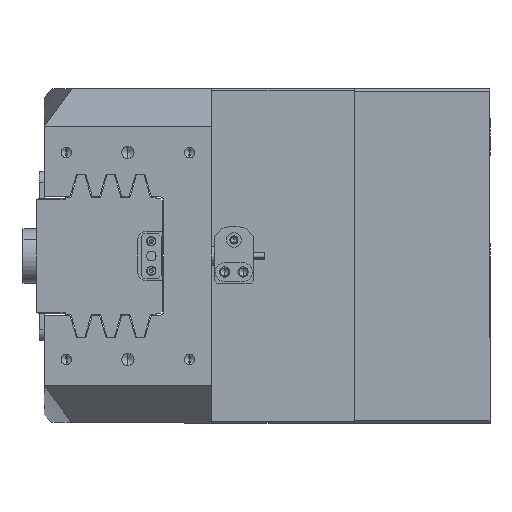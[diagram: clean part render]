
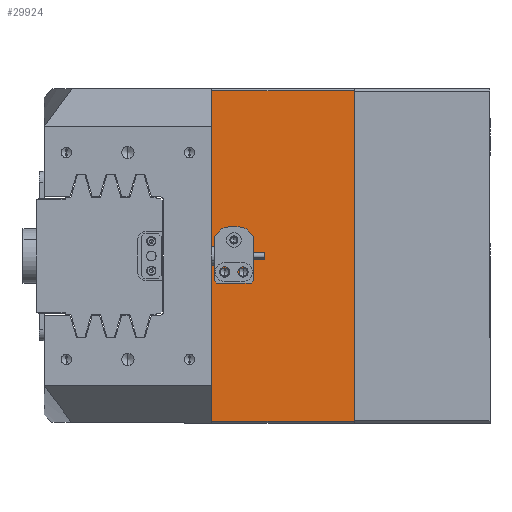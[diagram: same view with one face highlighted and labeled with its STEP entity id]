
A CAD part, left-side view. The second image highlights one B-rep face of the part: STEP entity #29924.
In plain terms, the highlighted planar face has unit normal (-1, 0, 0).
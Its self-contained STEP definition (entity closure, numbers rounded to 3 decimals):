
#134 = CARTESIAN_POINT ( 'NONE',  ( -109., -28.5, 6.5 ) ) ;
#686 = ORIENTED_EDGE ( 'NONE', *, *, #18564, .F. ) ;
#1361 = VERTEX_POINT ( 'NONE', #35970 ) ;
#2343 = VECTOR ( 'NONE', #3482, 1000. ) ;
#2493 = CIRCLE ( 'NONE', #6986, 1.65 ) ;
#2619 = VERTEX_POINT ( 'NONE', #11737 ) ;
#2675 = DIRECTION ( 'NONE',  ( 0., 0., 1. ) ) ;
#3482 = DIRECTION ( 'NONE',  ( 0., -1., 0. ) ) ;
#4330 = LINE ( 'NONE', #37084, #38734 ) ;
#5586 = AXIS2_PLACEMENT_3D ( 'NONE', #23736, #36583, #14525 ) ;
#5945 = DIRECTION ( 'NONE',  ( -1., 0., 0. ) ) ;
#6986 = AXIS2_PLACEMENT_3D ( 'NONE', #9170, #8884, #15274 ) ;
#7093 = DIRECTION ( 'NONE',  ( 0., 1., 0. ) ) ;
#7817 = CIRCLE ( 'NONE', #13995, 1.65 ) ;
#8884 = DIRECTION ( 'NONE',  ( -1., 0., 0. ) ) ;
#8930 = ORIENTED_EDGE ( 'NONE', *, *, #34499, .F. ) ;
#9138 = FACE_BOUND ( 'NONE', #35359, .T. ) ;
#9152 = DIRECTION ( 'NONE',  ( 0., 0., 1. ) ) ;
#9170 = CARTESIAN_POINT ( 'NONE',  ( -109., -32.25, -6.5 ) ) ;
#9227 = CARTESIAN_POINT ( 'NONE',  ( -109., -19.5, 67. ) ) ;
#9552 = CIRCLE ( 'NONE', #5586, 1.65 ) ;
#11737 = CARTESIAN_POINT ( 'NONE',  ( -109., -24.75, -4.85 ) ) ;
#11891 = VERTEX_POINT ( 'NONE', #30097 ) ;
#12206 = EDGE_CURVE ( 'NONE', #30644, #31664, #14162, .T. ) ;
#12385 = DIRECTION ( 'NONE',  ( 0., 0., 1. ) ) ;
#12940 = EDGE_CURVE ( 'NONE', #36579, #16008, #28082, .T. ) ;
#12941 = DIRECTION ( 'NONE',  ( -1., 0., 0. ) ) ;
#12947 = CARTESIAN_POINT ( 'NONE',  ( -109., -77.5, -67. ) ) ;
#13291 = DIRECTION ( 'NONE',  ( 1., 0., 0. ) ) ;
#13437 = CARTESIAN_POINT ( 'NONE',  ( -109., -77.5, 68. ) ) ;
#13784 = CARTESIAN_POINT ( 'NONE',  ( -109., -28.5, 5.25 ) ) ;
#13847 = ORIENTED_EDGE ( 'NONE', *, *, #12940, .T. ) ;
#13995 = AXIS2_PLACEMENT_3D ( 'NONE', #34999, #15461, #24808 ) ;
#14137 = EDGE_CURVE ( 'NONE', #31956, #11891, #24520, .T. ) ;
#14162 = CIRCLE ( 'NONE', #24355, 1.25 ) ;
#14525 = DIRECTION ( 'NONE',  ( 0., 0., 1. ) ) ;
#15274 = DIRECTION ( 'NONE',  ( 0., 0., 1. ) ) ;
#15461 = DIRECTION ( 'NONE',  ( -1., 0., 0. ) ) ;
#16008 = VERTEX_POINT ( 'NONE', #21489 ) ;
#16289 = CARTESIAN_POINT ( 'NONE',  ( -109., -77.5, 67. ) ) ;
#16649 = DIRECTION ( 'NONE',  ( 0., 0., -1. ) ) ;
#18177 = EDGE_LOOP ( 'NONE', ( #37431, #686 ) ) ;
#18199 = ORIENTED_EDGE ( 'NONE', *, *, #18440, .F. ) ;
#18440 = EDGE_CURVE ( 'NONE', #1361, #35643, #4330, .T. ) ;
#18564 = EDGE_CURVE ( 'NONE', #28878, #2619, #7817, .T. ) ;
#18658 = AXIS2_PLACEMENT_3D ( 'NONE', #25030, #5945, #9152 ) ;
#21489 = CARTESIAN_POINT ( 'NONE',  ( -109., -19.5, -67. ) ) ;
#21599 = ORIENTED_EDGE ( 'NONE', *, *, #22775, .T. ) ;
#22093 = FACE_OUTER_BOUND ( 'NONE', #30123, .T. ) ;
#22775 = EDGE_CURVE ( 'NONE', #16008, #35643, #26232, .T. ) ;
#23097 = CIRCLE ( 'NONE', #18658, 1.25 ) ;
#23736 = CARTESIAN_POINT ( 'NONE',  ( -109., -24.75, -6.5 ) ) ;
#23908 = AXIS2_PLACEMENT_3D ( 'NONE', #13437, #13291, #16649 ) ;
#24355 = AXIS2_PLACEMENT_3D ( 'NONE', #134, #12941, #12385 ) ;
#24520 = CIRCLE ( 'NONE', #37984, 1.65 ) ;
#24808 = DIRECTION ( 'NONE',  ( 0., 0., 1. ) ) ;
#25030 = CARTESIAN_POINT ( 'NONE',  ( -109., -28.5, 6.5 ) ) ;
#25211 = CARTESIAN_POINT ( 'NONE',  ( -109., -32.25, -6.5 ) ) ;
#25588 = EDGE_LOOP ( 'NONE', ( #32940, #33682 ) ) ;
#25693 = VECTOR ( 'NONE', #7093, 1000. ) ;
#26232 = LINE ( 'NONE', #12947, #2343 ) ;
#26260 = CARTESIAN_POINT ( 'NONE',  ( -109., -19.5, 68. ) ) ;
#26405 = EDGE_CURVE ( 'NONE', #1361, #36579, #30688, .T. ) ;
#27273 = ORIENTED_EDGE ( 'NONE', *, *, #12206, .F. ) ;
#27559 = FACE_BOUND ( 'NONE', #18177, .T. ) ;
#28082 = LINE ( 'NONE', #26260, #37577 ) ;
#28878 = VERTEX_POINT ( 'NONE', #32655 ) ;
#29924 = ADVANCED_FACE ( 'NONE', ( #9138, #27559, #37040, #22093 ), #38806, .F. ) ;
#30097 = CARTESIAN_POINT ( 'NONE',  ( -109., -32.25, -4.85 ) ) ;
#30123 = EDGE_LOOP ( 'NONE', ( #13847, #21599, #18199, #31089 ) ) ;
#30644 = VERTEX_POINT ( 'NONE', #35658 ) ;
#30688 = LINE ( 'NONE', #16289, #25693 ) ;
#31089 = ORIENTED_EDGE ( 'NONE', *, *, #26405, .T. ) ;
#31107 = DIRECTION ( 'NONE',  ( 0., 0., -1. ) ) ;
#31664 = VERTEX_POINT ( 'NONE', #13784 ) ;
#31781 = DIRECTION ( 'NONE',  ( -1., 0., 0. ) ) ;
#31956 = VERTEX_POINT ( 'NONE', #37632 ) ;
#32655 = CARTESIAN_POINT ( 'NONE',  ( -109., -24.75, -8.15 ) ) ;
#32940 = ORIENTED_EDGE ( 'NONE', *, *, #38088, .F. ) ;
#33682 = ORIENTED_EDGE ( 'NONE', *, *, #14137, .F. ) ;
#34499 = EDGE_CURVE ( 'NONE', #31664, #30644, #23097, .T. ) ;
#34999 = CARTESIAN_POINT ( 'NONE',  ( -109., -24.75, -6.5 ) ) ;
#35359 = EDGE_LOOP ( 'NONE', ( #27273, #8930 ) ) ;
#35643 = VERTEX_POINT ( 'NONE', #38562 ) ;
#35658 = CARTESIAN_POINT ( 'NONE',  ( -109., -28.5, 7.75 ) ) ;
#35855 = EDGE_CURVE ( 'NONE', #2619, #28878, #9552, .T. ) ;
#35970 = CARTESIAN_POINT ( 'NONE',  ( -109., -77.5, 67. ) ) ;
#36579 = VERTEX_POINT ( 'NONE', #9227 ) ;
#36583 = DIRECTION ( 'NONE',  ( -1., 0., 0. ) ) ;
#37040 = FACE_BOUND ( 'NONE', #25588, .T. ) ;
#37084 = CARTESIAN_POINT ( 'NONE',  ( -109., -77.5, 68. ) ) ;
#37431 = ORIENTED_EDGE ( 'NONE', *, *, #35855, .F. ) ;
#37577 = VECTOR ( 'NONE', #38807, 1000. ) ;
#37632 = CARTESIAN_POINT ( 'NONE',  ( -109., -32.25, -8.15 ) ) ;
#37984 = AXIS2_PLACEMENT_3D ( 'NONE', #25211, #31781, #2675 ) ;
#38088 = EDGE_CURVE ( 'NONE', #11891, #31956, #2493, .T. ) ;
#38562 = CARTESIAN_POINT ( 'NONE',  ( -109., -77.5, -67. ) ) ;
#38734 = VECTOR ( 'NONE', #31107, 1000. ) ;
#38806 = PLANE ( 'NONE',  #23908 ) ;
#38807 = DIRECTION ( 'NONE',  ( 0., 0., -1. ) ) ;
